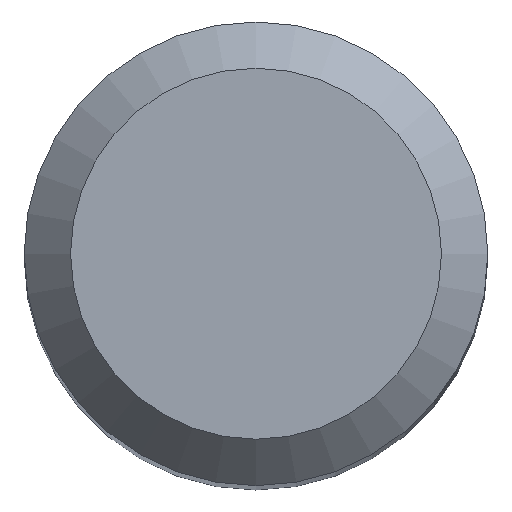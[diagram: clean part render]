
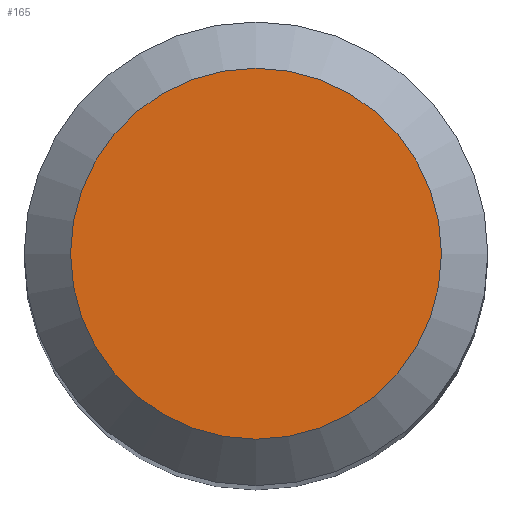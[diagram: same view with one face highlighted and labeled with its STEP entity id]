
A CAD part, top view. The second image highlights one B-rep face of the part: STEP entity #165.
In plain terms, the highlighted planar face has unit normal (0, 0, 1).
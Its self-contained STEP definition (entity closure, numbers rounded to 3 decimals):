
#18 = AXIS2_PLACEMENT_3D ( 'NONE', #118, #94, #72 ) ;
#19 = CARTESIAN_POINT ( 'NONE',  ( 0., 4., 118. ) ) ;
#28 = PLANE ( 'NONE',  #224 ) ;
#42 = ORIENTED_EDGE ( 'NONE', *, *, #198, .F. ) ;
#51 = EDGE_LOOP ( 'NONE', ( #42 ) ) ;
#54 = DIRECTION ( 'NONE',  ( 0., 0., -1. ) ) ;
#72 = DIRECTION ( 'NONE',  ( 0., 1., 0. ) ) ;
#75 = VERTEX_POINT ( 'NONE', #19 ) ;
#94 = DIRECTION ( 'NONE',  ( 0., 0., -1. ) ) ;
#118 = CARTESIAN_POINT ( 'NONE',  ( 0., 0., 118. ) ) ;
#144 = CIRCLE ( 'NONE', #18, 4. ) ;
#165 = ADVANCED_FACE ( 'NONE', ( #170 ), #28, .F. ) ;
#170 = FACE_OUTER_BOUND ( 'NONE', #51, .T. ) ;
#194 = CARTESIAN_POINT ( 'NONE',  ( 0., 0., 118. ) ) ;
#198 = EDGE_CURVE ( 'NONE', #75, #75, #144, .T. ) ;
#224 = AXIS2_PLACEMENT_3D ( 'NONE', #194, #54, #247 ) ;
#247 = DIRECTION ( 'NONE',  ( 0., 1., 0. ) ) ;
